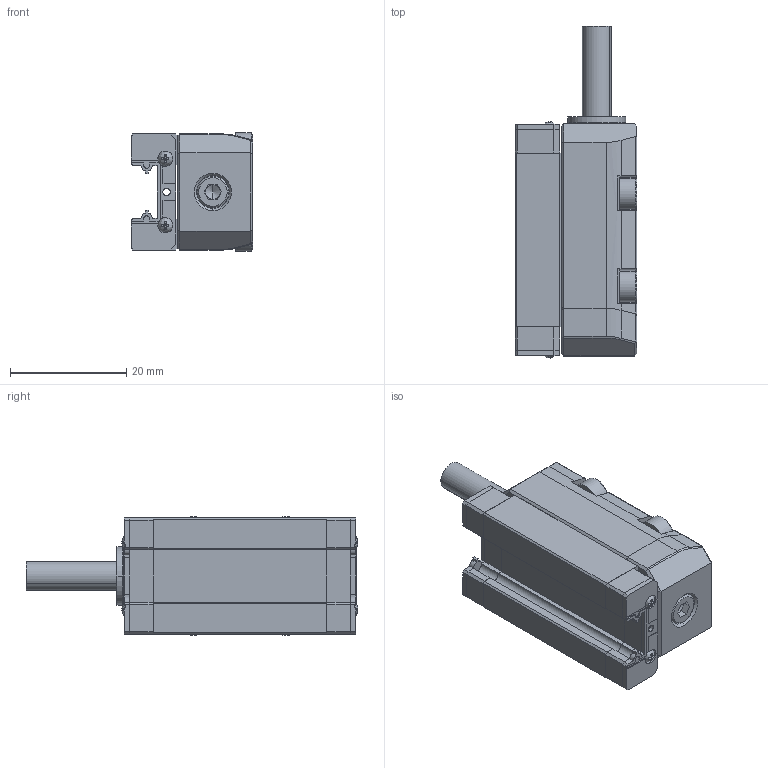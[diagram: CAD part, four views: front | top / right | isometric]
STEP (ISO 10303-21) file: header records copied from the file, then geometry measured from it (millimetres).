
FILE_DESCRIPTION (( 'STEP AP203' ), '1' );
FILE_NAME ('Redoubt Z joints.STEP', '2020-09-09T10:23:33', ( '' ), ( '' ), 'SwSTEP 2.0', 'SolidWorks 2019', '' );
FILE_SCHEMA (( 'CONFIG_CONTROL_DESIGN' ));
Length unit declared in the file: millimetre
Products named in the file (9): Ball Head Screw (02152); z_tensioner_cap_x4_Rev1; z_tensioner_x4_Rev1; socket head cap screw_am_B18.3.1M - 3 x 0.5 x 12 Hex SHCS -- 12NHX; socket head cap screw_am_B18.3.1M - 3 x 0.5 x 16 Hex SHCS -- 16NHX; Redoubt Z joints; 1mm M5 Washer; z_bearing_block_x4_Rev1; MGN9H_Carriage
Assembly tree (11 placements, depth 2):
  Redoubt Z joints
    z_bearing_block_x4_Rev1
    z_tensioner_x4_Rev1
    z_tensioner_cap_x4_Rev1
    Ball Head Screw (02152)
    MGN9H_Carriage
    1mm M5 Washer
    socket head cap screw_am_B18.3.1M - 3 x 0.5 x 12 Hex SHCS -- 12NHX  x4
    socket head cap screw_am_B18.3.1M - 3 x 0.5 x 16 Hex SHCS -- 16NHX
Bounding box: 21 x 57.18 x 20.5 mm (x, y, z)
Volume: 14168.9 mm3; surface area: 12964.9 mm2
Topology: 19 solids, 19 shells, 637 faces, 1681 edges, 1075 vertices
Faces by surface type: plane 369, cylinder 189, cone 43, bspline 18, torus 12, sphere 6
Entity records: 24391 total; most frequent: CARTESIAN_POINT 9924, ORIENTED_EDGE 2976, DIRECTION 2606, EDGE_CURVE 1488, VERTEX_POINT 973, LINE 944, VECTOR 944, AXIS2_PLACEMENT_3D 831
